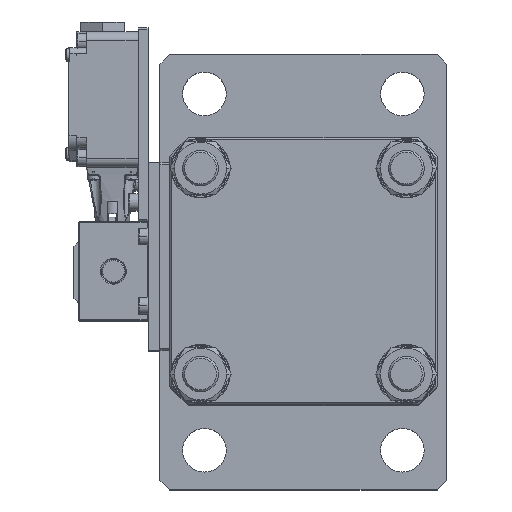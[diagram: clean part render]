
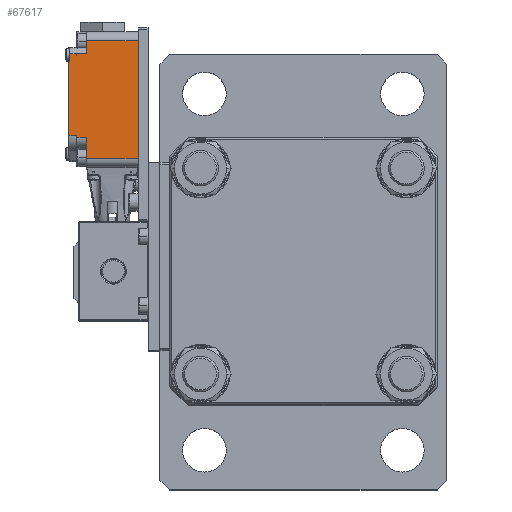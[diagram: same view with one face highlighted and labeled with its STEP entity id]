
A CAD part, top view. The second image highlights one B-rep face of the part: STEP entity #67617.
In plain terms, the highlighted face is planar.
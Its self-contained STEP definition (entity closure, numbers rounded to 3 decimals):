
#7384 = EDGE_CURVE ( 'NONE', #9667, #9670, #83570, .T. ) ;
#7404 = EDGE_CURVE ( 'NONE', #9669, #9668, #83574, .T. ) ;
#9578 = VERTEX_POINT ( 'NONE', #74980 ) ;
#9667 = VERTEX_POINT ( 'NONE', #75069 ) ;
#9668 = VERTEX_POINT ( 'NONE', #75070 ) ;
#9669 = VERTEX_POINT ( 'NONE', #75071 ) ;
#9670 = VERTEX_POINT ( 'NONE', #75072 ) ;
#9944 = VERTEX_POINT ( 'NONE', #75615 ) ;
#9945 = VERTEX_POINT ( 'NONE', #75616 ) ;
#9946 = VERTEX_POINT ( 'NONE', #75617 ) ;
#9970 = VERTEX_POINT ( 'NONE', #75641 ) ;
#9977 = VERTEX_POINT ( 'NONE', #75648 ) ;
#10004 = VERTEX_POINT ( 'NONE', #75675 ) ;
#10028 = VERTEX_POINT ( 'NONE', #75699 ) ;
#16962 = ORIENTED_EDGE ( 'NONE', *, *, #34218, .T. ) ;
#16964 = ORIENTED_EDGE ( 'NONE', *, *, #34220, .T. ) ;
#16966 = ORIENTED_EDGE ( 'NONE', *, *, #34212, .F. ) ;
#16969 = ORIENTED_EDGE ( 'NONE', *, *, #7384, .F. ) ;
#16971 = ORIENTED_EDGE ( 'NONE', *, *, #34191, .T. ) ;
#16973 = ORIENTED_EDGE ( 'NONE', *, *, #7404, .T. ) ;
#16975 = ORIENTED_EDGE ( 'NONE', *, *, #34192, .T. ) ;
#16977 = ORIENTED_EDGE ( 'NONE', *, *, #34189, .T. ) ;
#16979 = ORIENTED_EDGE ( 'NONE', *, *, #34202, .F. ) ;
#16982 = ORIENTED_EDGE ( 'NONE', *, *, #34211, .F. ) ;
#16984 = ORIENTED_EDGE ( 'NONE', *, *, #34209, .T. ) ;
#16988 = ORIENTED_EDGE ( 'NONE', *, *, #34210, .F. ) ;
#18938 = VECTOR ( 'NONE', #35129, 1000. ) ;
#18941 = VECTOR ( 'NONE', #35134, 1000. ) ;
#18943 = VECTOR ( 'NONE', #35136, 1000. ) ;
#18960 = VECTOR ( 'NONE', #35163, 1000. ) ;
#18971 = VECTOR ( 'NONE', #35181, 1000. ) ;
#18972 = VECTOR ( 'NONE', #35183, 1000. ) ;
#18973 = VECTOR ( 'NONE', #35185, 1000. ) ;
#18975 = VECTOR ( 'NONE', #35187, 1000. ) ;
#18979 = VECTOR ( 'NONE', #35195, 1000. ) ;
#18980 = VECTOR ( 'NONE', #35197, 1000. ) ;
#29032 = AXIS2_PLACEMENT_3D ( 'NONE', #67501, #67503, #67505 ) ;
#33884 = VECTOR ( 'NONE', #69386, 1000. ) ;
#33897 = VECTOR ( 'NONE', #69409, 1000. ) ;
#34189 = EDGE_CURVE ( 'NONE', #10004, #9946, #35587, .T. ) ;
#34191 = EDGE_CURVE ( 'NONE', #9667, #9669, #35588, .T. ) ;
#34192 = EDGE_CURVE ( 'NONE', #9668, #10028, #35589, .T. ) ;
#34202 = EDGE_CURVE ( 'NONE', #9578, #10028, #35592, .T. ) ;
#34209 = EDGE_CURVE ( 'NONE', #9946, #9977, #35595, .T. ) ;
#34210 = EDGE_CURVE ( 'NONE', #9945, #9977, #35596, .T. ) ;
#34211 = EDGE_CURVE ( 'NONE', #10004, #9578, #35597, .T. ) ;
#34212 = EDGE_CURVE ( 'NONE', #9970, #9944, #35598, .T. ) ;
#34218 = EDGE_CURVE ( 'NONE', #9945, #9944, #35599, .T. ) ;
#34220 = EDGE_CURVE ( 'NONE', #9970, #9670, #35600, .T. ) ;
#35128 = CARTESIAN_POINT ( 'NONE',  ( -13., 20., -4.5 ) ) ;
#35129 = DIRECTION ( 'NONE',  ( 0., 0., 1. ) ) ;
#35133 = CARTESIAN_POINT ( 'NONE',  ( -13., 20., -15. ) ) ;
#35134 = DIRECTION ( 'NONE',  ( 1., 0., 0. ) ) ;
#35135 = CARTESIAN_POINT ( 'NONE',  ( -13., 20., -4.5 ) ) ;
#35136 = DIRECTION ( 'NONE',  ( 1., 0., 0. ) ) ;
#35162 = CARTESIAN_POINT ( 'NONE',  ( 13., 20., -4.5 ) ) ;
#35163 = DIRECTION ( 'NONE',  ( 0., 0., 1. ) ) ;
#35180 = CARTESIAN_POINT ( 'NONE',  ( -18., 20., -57.5 ) ) ;
#35181 = DIRECTION ( 'NONE',  ( -1., 0., 0. ) ) ;
#35182 = CARTESIAN_POINT ( 'NONE',  ( -21.5, 20., -53.5 ) ) ;
#35183 = DIRECTION ( 'NONE',  ( 0., 0., -1. ) ) ;
#35184 = CARTESIAN_POINT ( 'NONE',  ( -13., 20., -64. ) ) ;
#35185 = DIRECTION ( 'NONE',  ( 1., 0., 0. ) ) ;
#35186 = CARTESIAN_POINT ( 'NONE',  ( -22., 20., -16.044 ) ) ;
#35187 = DIRECTION ( 'NONE',  ( 0., 0., -1. ) ) ;
#35194 = CARTESIAN_POINT ( 'NONE',  ( -21.5, 20., -53.5 ) ) ;
#35195 = DIRECTION ( 'NONE',  ( -1., 0., 0. ) ) ;
#35196 = CARTESIAN_POINT ( 'NONE',  ( -22., 20., -16.044 ) ) ;
#35197 = DIRECTION ( 'NONE',  ( 1., 0., 0. ) ) ;
#35587 = LINE ( 'NONE', #35128, #18938 ) ;
#35588 = LINE ( 'NONE', #35133, #18941 ) ;
#35589 = LINE ( 'NONE', #35135, #18943 ) ;
#35592 = LINE ( 'NONE', #35162, #18960 ) ;
#35595 = LINE ( 'NONE', #35180, #18971 ) ;
#35596 = LINE ( 'NONE', #35182, #18972 ) ;
#35597 = LINE ( 'NONE', #35184, #18973 ) ;
#35598 = LINE ( 'NONE', #35186, #18975 ) ;
#35599 = LINE ( 'NONE', #35194, #18979 ) ;
#35600 = LINE ( 'NONE', #35196, #18980 ) ;
#56927 = FACE_OUTER_BOUND ( 'NONE', #83307, .T. ) ;
#67500 = PLANE ( 'NONE',  #29032 ) ;
#67501 = CARTESIAN_POINT ( 'NONE',  ( -13., 20., -4.5 ) ) ;
#67503 = DIRECTION ( 'NONE',  ( 0., 1., 0. ) ) ;
#67505 = DIRECTION ( 'NONE',  ( 0., 0., 1. ) ) ;
#67617 = ADVANCED_FACE ( 'NONE', ( #56927 ), #67500, .T. ) ;
#69385 = CARTESIAN_POINT ( 'NONE',  ( -18., 20., -10. ) ) ;
#69386 = DIRECTION ( 'NONE',  ( 0., 0., -1. ) ) ;
#69408 = CARTESIAN_POINT ( 'NONE',  ( -13., 20., -4.5 ) ) ;
#69409 = DIRECTION ( 'NONE',  ( 0., 0., 1. ) ) ;
#74980 = CARTESIAN_POINT ( 'NONE',  ( 13., 20., -64. ) ) ;
#75069 = CARTESIAN_POINT ( 'NONE',  ( -18., 20., -15. ) ) ;
#75070 = CARTESIAN_POINT ( 'NONE',  ( -13., 20., -4.5 ) ) ;
#75071 = CARTESIAN_POINT ( 'NONE',  ( -13., 20., -15. ) ) ;
#75072 = CARTESIAN_POINT ( 'NONE',  ( -18., 20., -16.044 ) ) ;
#75615 = CARTESIAN_POINT ( 'NONE',  ( -22., 20., -53.5 ) ) ;
#75616 = CARTESIAN_POINT ( 'NONE',  ( -21.5, 20., -53.5 ) ) ;
#75617 = CARTESIAN_POINT ( 'NONE',  ( -13., 20., -57.5 ) ) ;
#75641 = CARTESIAN_POINT ( 'NONE',  ( -22., 20., -16.044 ) ) ;
#75648 = CARTESIAN_POINT ( 'NONE',  ( -21.5, 20., -57.5 ) ) ;
#75675 = CARTESIAN_POINT ( 'NONE',  ( -13., 20., -64. ) ) ;
#75699 = CARTESIAN_POINT ( 'NONE',  ( 13., 20., -4.5 ) ) ;
#83307 = EDGE_LOOP ( 'NONE', ( #16962, #16966, #16964, #16969, #16971, #16973, #16975, #16979, #16982, #16977, #16984, #16988 ) ) ;
#83570 = LINE ( 'NONE', #69385, #33884 ) ;
#83574 = LINE ( 'NONE', #69408, #33897 ) ;
